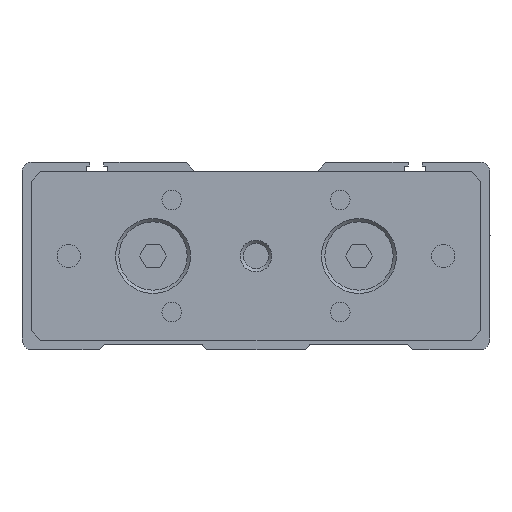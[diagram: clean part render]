
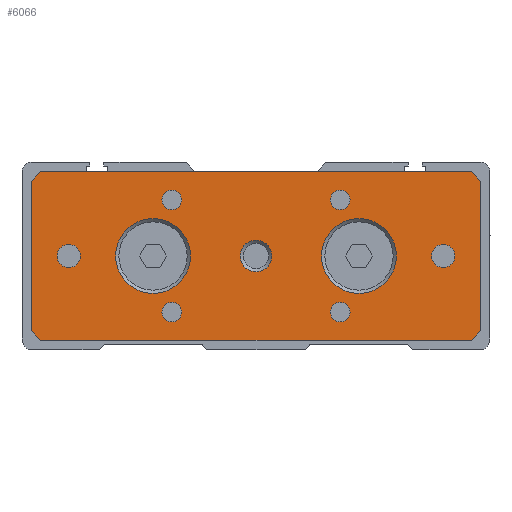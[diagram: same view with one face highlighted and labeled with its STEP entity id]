
A CAD part, left-side view. The second image highlights one B-rep face of the part: STEP entity #6066.
In plain terms, the highlighted planar face has unit normal (-1, 0, 0).
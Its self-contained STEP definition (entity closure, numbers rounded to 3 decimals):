
#5290=CARTESIAN_POINT('',(-15.,46.,18.));
#5291=VERTEX_POINT('Vertex234',#5290);
#5298=CARTESIAN_POINT('',(-15.,-46.,18.));
#5299=VERTEX_POINT('Vertex235',#5298);
#5300=CARTESIAN_POINT('',(-15.,0.,
18.));
#5301=DIRECTION('',(0.,-1.,0.));
#5302=VECTOR('',#5301,1.);
#5303=LINE('nurbsCrv324',#5300,#5302);
#5304=EDGE_CURVE('Edge324',#5291,#5299,#5303,.T.);
#5802=CARTESIAN_POINT('',(-15.,22.,8.));
#5803=VERTEX_POINT('Vertex265',#5802);
#5804=CARTESIAN_POINT('',(-15.,22.,
0.));
#5805=DIRECTION('',(1.,0.,0.));
#5806=DIRECTION('',(0.,0.,1.));
#5807=AXIS2_PLACEMENT_3D('',#5804,#5805,#5806);
#5808=CIRCLE('nurbsCrv367',#5807,8.);
#5809=EDGE_CURVE('Edge367',#5803,#5803,#5808,.T.);
#5847=CARTESIAN_POINT('',(-15.,0.,
3.4));
#5848=VERTEX_POINT('Vertex267',#5847);
#5849=CARTESIAN_POINT('',(-15.,0.,
0.));
#5850=DIRECTION('',(1.,0.,0.));
#5851=DIRECTION('',(0.,0.,1.));
#5852=AXIS2_PLACEMENT_3D('',#5849,#5850,#5851);
#5853=CIRCLE('nurbsCrv369',#5852,3.4);
#5854=EDGE_CURVE('Edge369',#5848,#5848,#5853,.T.);
#5884=CARTESIAN_POINT('',(-15.,-22.,8.));
#5885=VERTEX_POINT('Vertex269',#5884);
#5886=CARTESIAN_POINT('',(-15.,-22.,
0.));
#5887=DIRECTION('',(1.,0.,0.));
#5888=DIRECTION('',(0.,0.,1.));
#5889=AXIS2_PLACEMENT_3D('',#5886,#5887,#5888);
#5890=CIRCLE('nurbsCrv371',#5889,8.);
#5891=EDGE_CURVE('Edge371',#5885,#5885,#5890,.T.);
#5929=ORIENTED_EDGE('Edgeuse738',*,*,#5304,.F.);
#5930=CARTESIAN_POINT('',(-15.,48.,16.));
#5931=VERTEX_POINT('Vertex270',#5930);
#5932=CARTESIAN_POINT('',(-15.,47.,17.));
#5933=DIRECTION('',(0.,0.707,-0.707
));
#5934=VECTOR('',#5933,1.);
#5935=LINE('nurbsCrv372',#5932,#5934);
#5936=EDGE_CURVE('Edge372',#5291,#5931,#5935,.T.);
#5937=ORIENTED_EDGE('Edgeuse739',*,*,#5936,.T.);
#5938=CARTESIAN_POINT('',(-15.,48.,-16.));
#5939=VERTEX_POINT('Vertex271',#5938);
#5940=CARTESIAN_POINT('',(-15.,48.,0.));
#5941=DIRECTION('',(0.,0.,-1.));
#5942=VECTOR('',#5941,1.);
#5943=LINE('nurbsCrv373',#5940,#5942);
#5944=EDGE_CURVE('Edge373',#5931,#5939,#5943,.T.);
#5945=ORIENTED_EDGE('Edgeuse740',*,*,#5944,.T.);
#5946=CARTESIAN_POINT('',(-15.,46.,-18.));
#5947=VERTEX_POINT('Vertex272',#5946);
#5948=CARTESIAN_POINT('',(-15.,47.,-17.));
#5949=DIRECTION('',(0.,-0.707,-0.707
));
#5950=VECTOR('',#5949,1.);
#5951=LINE('nurbsCrv374',#5948,#5950);
#5952=EDGE_CURVE('Edge374',#5939,#5947,#5951,.T.);
#5953=ORIENTED_EDGE('Edgeuse741',*,*,#5952,.T.);
#5954=CARTESIAN_POINT('',(-15.,-46.,-18.));
#5955=VERTEX_POINT('Vertex273',#5954);
#5956=CARTESIAN_POINT('',(-15.,0.,
-18.));
#5957=DIRECTION('',(0.,-1.,0.));
#5958=VECTOR('',#5957,1.);
#5959=LINE('nurbsCrv375',#5956,#5958);
#5960=EDGE_CURVE('Edge375',#5947,#5955,#5959,.T.);
#5961=ORIENTED_EDGE('Edgeuse742',*,*,#5960,.T.);
#5962=CARTESIAN_POINT('',(-15.,-48.,-16.));
#5963=VERTEX_POINT('Vertex274',#5962);
#5964=CARTESIAN_POINT('',(-15.,-47.,-17.));
#5965=DIRECTION('',(0.,0.707,-0.707
));
#5966=VECTOR('',#5965,1.);
#5967=LINE('nurbsCrv376',#5964,#5966);
#5968=EDGE_CURVE('Edge376',#5963,#5955,#5967,.T.);
#5969=ORIENTED_EDGE('Edgeuse743',*,*,#5968,.F.);
#5970=CARTESIAN_POINT('',(-15.,-48.,16.));
#5971=VERTEX_POINT('Vertex275',#5970);
#5972=CARTESIAN_POINT('',(-15.,-48.,0.));
#5973=DIRECTION('',(0.,0.,-1.));
#5974=VECTOR('',#5973,1.);
#5975=LINE('nurbsCrv377',#5972,#5974);
#5976=EDGE_CURVE('Edge377',#5971,#5963,#5975,.T.);
#5977=ORIENTED_EDGE('Edgeuse744',*,*,#5976,.F.);
#5978=CARTESIAN_POINT('',(-15.,-47.,17.));
#5979=DIRECTION('',(0.,-0.707,-0.707));
#5980=VECTOR('',#5979,1.);
#5981=LINE('nurbsCrv378',#5978,#5980);
#5982=EDGE_CURVE('Edge378',#5299,#5971,#5981,.T.);
#5983=ORIENTED_EDGE('Edgeuse745',*,*,#5982,.F.);
#5984=EDGE_LOOP('',(#5929,#5937,#5945,#5953,#5961,#5969,#5977,#5983));
#5985=FACE_OUTER_BOUND('',#5984,.T.);
#5986=CARTESIAN_POINT('',(-15.,-40.,2.5));
#5987=VERTEX_POINT('Vertex276',#5986);
#5988=CARTESIAN_POINT('',(-15.,-40.,
0.));
#5989=DIRECTION('',(1.,0.,0.));
#5990=DIRECTION('',(0.,0.,1.));
#5991=AXIS2_PLACEMENT_3D('',#5988,#5989,#5990);
#5992=CIRCLE('nurbsCrv379',#5991,2.5);
#5993=EDGE_CURVE('Edge379',#5987,#5987,#5992,.T.);
#5994=ORIENTED_EDGE('Edgeuse746',*,*,#5993,.T.);
#5995=EDGE_LOOP('',(#5994));
#5996=FACE_BOUND('',#5995,.T.);
#5997=CARTESIAN_POINT('',(-15.,-18.,14.1)
);
#5998=VERTEX_POINT('Vertex277',#5997);
#5999=CARTESIAN_POINT('',(-15.,-18.,12.));
#6000=DIRECTION('',(1.,0.,0.));
#6001=DIRECTION('',(0.,0.,1.));
#6002=AXIS2_PLACEMENT_3D('',#5999,#6000,#6001);
#6003=CIRCLE('nurbsCrv380',#6002,2.1);
#6004=EDGE_CURVE('Edge380',#5998,#5998,#6003,.T.);
#6005=ORIENTED_EDGE('Edgeuse747',*,*,#6004,.T.);
#6006=EDGE_LOOP('',(#6005));
#6007=FACE_BOUND('',#6006,.T.);
#6008=CARTESIAN_POINT('',(-15.,-18.,-9.9
));
#6009=VERTEX_POINT('Vertex278',#6008);
#6010=CARTESIAN_POINT('',(-15.,-18.,-12.));
#6011=DIRECTION('',(1.,0.,0.));
#6012=DIRECTION('',(0.,0.,1.));
#6013=AXIS2_PLACEMENT_3D('',#6010,#6011,#6012);
#6014=CIRCLE('nurbsCrv381',#6013,2.1);
#6015=EDGE_CURVE('Edge381',#6009,#6009,#6014,.T.);
#6016=ORIENTED_EDGE('Edgeuse748',*,*,#6015,.T.);
#6017=EDGE_LOOP('',(#6016));
#6018=FACE_BOUND('',#6017,.T.);
#6019=CARTESIAN_POINT('',(-15.,18.,-9.9)
);
#6020=VERTEX_POINT('Vertex279',#6019);
#6021=CARTESIAN_POINT('',(-15.,18.,-12.));
#6022=DIRECTION('',(1.,0.,0.));
#6023=DIRECTION('',(0.,0.,1.));
#6024=AXIS2_PLACEMENT_3D('',#6021,#6022,#6023);
#6025=CIRCLE('nurbsCrv382',#6024,2.1);
#6026=EDGE_CURVE('Edge382',#6020,#6020,#6025,.T.);
#6027=ORIENTED_EDGE('Edgeuse749',*,*,#6026,.T.);
#6028=EDGE_LOOP('',(#6027));
#6029=FACE_BOUND('',#6028,.T.);
#6030=CARTESIAN_POINT('',(-15.,18.,14.1)
);
#6031=VERTEX_POINT('Vertex280',#6030);
#6032=CARTESIAN_POINT('',(-15.,18.,12.));
#6033=DIRECTION('',(1.,0.,0.));
#6034=DIRECTION('',(0.,0.,1.));
#6035=AXIS2_PLACEMENT_3D('',#6032,#6033,#6034);
#6036=CIRCLE('nurbsCrv383',#6035,2.1);
#6037=EDGE_CURVE('Edge383',#6031,#6031,#6036,.T.);
#6038=ORIENTED_EDGE('Edgeuse750',*,*,#6037,.T.);
#6039=EDGE_LOOP('',(#6038));
#6040=FACE_BOUND('',#6039,.T.);
#6041=CARTESIAN_POINT('',(-15.,40.,2.5));
#6042=VERTEX_POINT('Vertex281',#6041);
#6043=CARTESIAN_POINT('',(-15.,40.,
0.));
#6044=DIRECTION('',(1.,0.,0.));
#6045=DIRECTION('',(0.,0.,1.));
#6046=AXIS2_PLACEMENT_3D('',#6043,#6044,#6045);
#6047=CIRCLE('nurbsCrv384',#6046,2.5);
#6048=EDGE_CURVE('Edge384',#6042,#6042,#6047,.T.);
#6049=ORIENTED_EDGE('Edgeuse751',*,*,#6048,.T.);
#6050=EDGE_LOOP('',(#6049));
#6051=FACE_BOUND('',#6050,.T.);
#6052=ORIENTED_EDGE('Edgeuse735',*,*,#5809,.T.);
#6053=EDGE_LOOP('',(#6052));
#6054=FACE_BOUND('',#6053,.T.);
#6055=ORIENTED_EDGE('Edgeuse736',*,*,#5854,.T.);
#6056=EDGE_LOOP('',(#6055));
#6057=FACE_BOUND('',#6056,.T.);
#6058=ORIENTED_EDGE('Edgeuse737',*,*,#5891,.T.);
#6059=EDGE_LOOP('',(#6058));
#6060=FACE_BOUND('',#6059,.T.);
#6061=CARTESIAN_POINT('',(-15.,0.,
0.));
#6062=DIRECTION('',(-1.,0.,0.));
#6063=DIRECTION('',(0.,0.,-1.));
#6064=AXIS2_PLACEMENT_3D('',#6061,#6062,#6063);
#6065=PLANE('nurbsSrf164',#6064);
#6066=ADVANCED_FACE('Face164',(#5985,#5996,#6007,#6018,#6029,#6040,#6051,#6054,
#6057,#6060),#6065,.T.);
